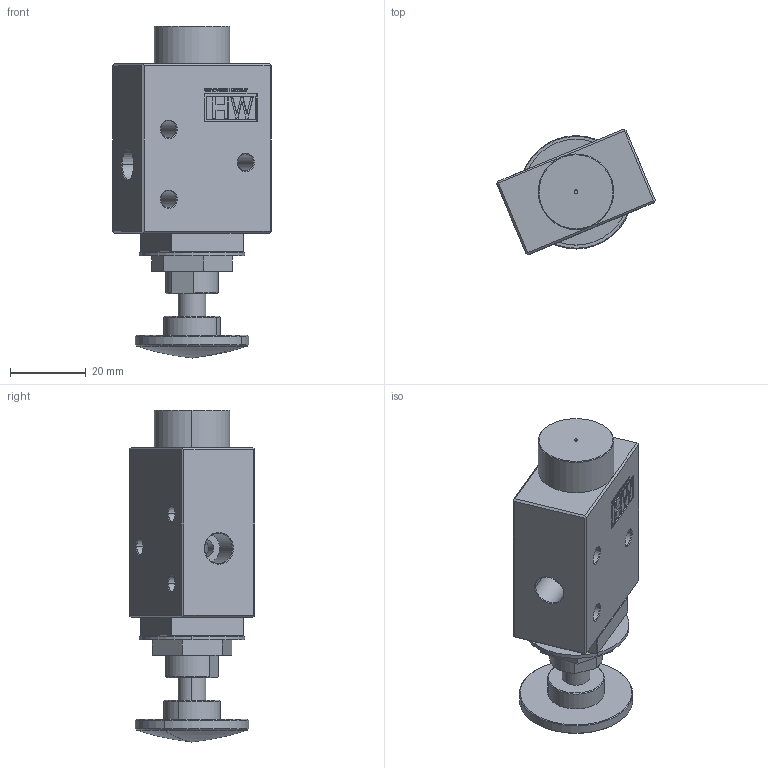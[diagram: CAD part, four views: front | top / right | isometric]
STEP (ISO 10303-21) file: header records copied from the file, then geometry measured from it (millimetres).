
FILE_DESCRIPTION (( 'STEP AP214' ), '1' );
FILE_NAME ('忒雄概.STEP', '2024-01-19T15:38:25', ( '' ), ( '' ), 'SwSTEP 2.0', 'SolidWorks 2022', '' );
FILE_SCHEMA (( 'AUTOMOTIVE_DESIGN' ));
Length unit declared in the file: millimetre
Products named in the file (8): 手动阀; 阀体; 推杆; 垫片; 按钮; 堵头; 压盖; 螺母
Assembly tree (7 placements, depth 2):
  手动阀
    堵头
    阀体
    压盖
    垫片
    螺母
    推杆
    按钮
Bounding box: 41.84 x 33.19 x 87.85 mm (x, y, z)
Volume: 38182.3 mm3; surface area: 17515.5 mm2
Topology: 7 solids, 7 shells, 379 faces, 973 edges, 638 vertices
Faces by surface type: plane 237, bspline 62, cylinder 49, cone 29, torus 2
Entity records: 15492 total; most frequent: CARTESIAN_POINT 6018, ORIENTED_EDGE 1942, DIRECTION 1614, EDGE_CURVE 971, VECTOR 714, LINE 714, VERTEX_POINT 638, AXIS2_PLACEMENT_3D 450
